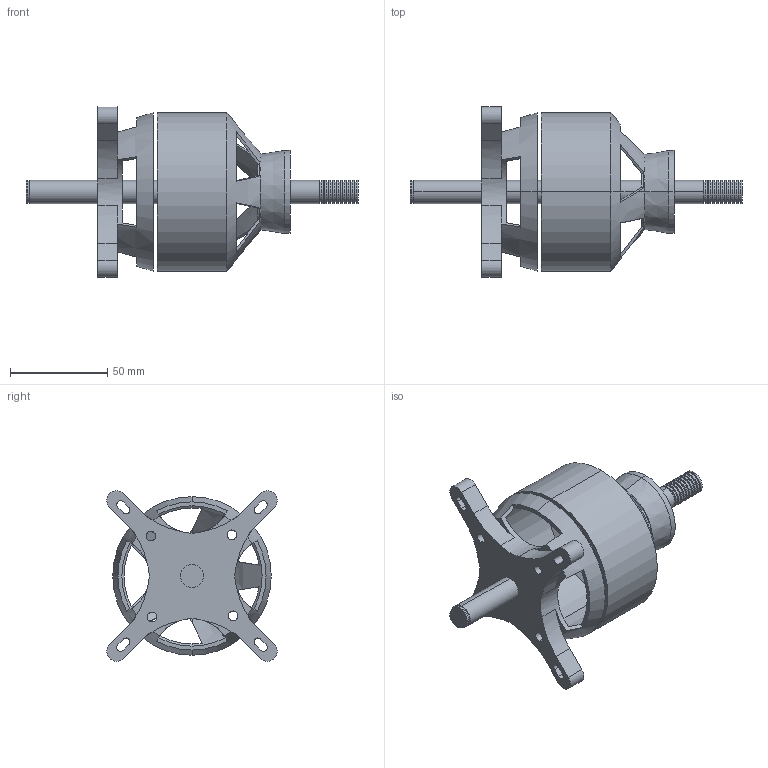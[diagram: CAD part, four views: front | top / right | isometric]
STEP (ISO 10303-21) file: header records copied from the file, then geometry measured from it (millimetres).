
FILE_DESCRIPTION (( 'STEP AP214' ), '1' );
FILE_NAME ('Motor.STEP', '2022-05-17T08:41:16', ( '' ), ( '' ), 'SwSTEP 2.0', 'SolidWorks 2021', '' );
FILE_SCHEMA (( 'AUTOMOTIVE_DESIGN' ));
Length unit declared in the file: millimetre
Products named in the file (1): Motor
Bounding box: 171 x 87.77 x 87.76 mm (x, y, z)
Volume: 91363.5 mm3; surface area: 57063.6 mm2
Topology: 1 solids, 1 shells, 195 faces, 511 edges, 334 vertices
Faces by surface type: cylinder 106, plane 77, cone 12
Entity records: 6340 total; most frequent: CARTESIAN_POINT 1233, DIRECTION 1144, ORIENTED_EDGE 1022, EDGE_CURVE 511, AXIS2_PLACEMENT_3D 477, VERTEX_POINT 334, CIRCLE 281, EDGE_LOOP 245
